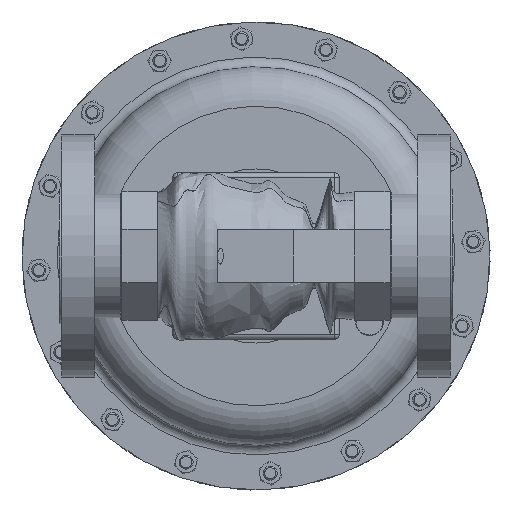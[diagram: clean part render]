
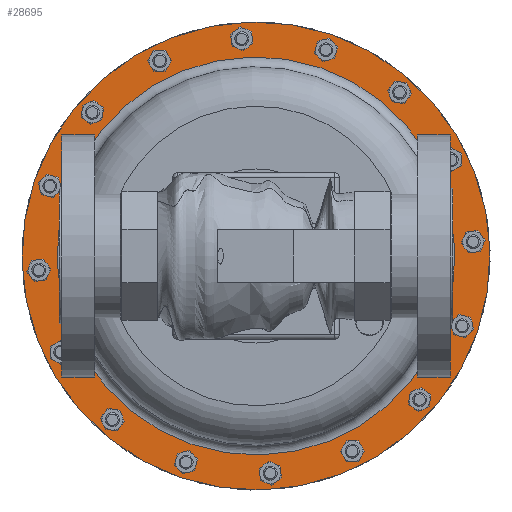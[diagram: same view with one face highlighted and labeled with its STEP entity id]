
A CAD part, front view. The second image highlights one B-rep face of the part: STEP entity #28695.
In plain terms, the highlighted planar face has unit normal (0, -1, 0).
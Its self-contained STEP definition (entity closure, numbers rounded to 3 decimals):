
#450 = DIRECTION ( 'NONE',  ( 0.947, 0., -0.321 ) ) ;
#1482 = CARTESIAN_POINT ( 'NONE',  ( -5.033, 10.603, 1.708 ) ) ;
#1649 = ORIENTED_EDGE ( 'NONE', *, *, #14572, .F. ) ;
#2526 = PLANE ( 'NONE',  #18167 ) ;
#5394 = CIRCLE ( 'NONE', #17340, 5.315 ) ;
#5618 = CARTESIAN_POINT ( 'NONE',  ( 0., 10.603, 0. ) ) ;
#6268 = DIRECTION ( 'NONE',  ( -0.947, 0., 0.321 ) ) ;
#6284 = AXIS2_PLACEMENT_3D ( 'NONE', #42948, #21730, #450 ) ;
#6817 = VERTEX_POINT ( 'NONE', #24225 ) ;
#7651 = ORIENTED_EDGE ( 'NONE', *, *, #14341, .F. ) ;
#9179 = DIRECTION ( 'NONE',  ( 0.947, 0., -0.321 ) ) ;
#10685 = AXIS2_PLACEMENT_3D ( 'NONE', #5618, #30398, #9179 ) ;
#11515 = DIRECTION ( 'NONE',  ( 0., 1., 0. ) ) ;
#12248 = CARTESIAN_POINT ( 'NONE',  ( 0., 10.603, 0. ) ) ;
#14341 = EDGE_CURVE ( 'NONE', #6817, #40180, #15365, .T. ) ;
#14572 = EDGE_CURVE ( 'NONE', #40180, #6817, #19221, .T. ) ;
#15365 = CIRCLE ( 'NONE', #28206, 6.25 ) ;
#15819 = ORIENTED_EDGE ( 'NONE', *, *, #19554, .T. ) ;
#15833 = DIRECTION ( 'NONE',  ( 0.947, 0., -0.321 ) ) ;
#16389 = EDGE_CURVE ( 'NONE', #17149, #45647, #38218, .T. ) ;
#17149 = VERTEX_POINT ( 'NONE', #45333 ) ;
#17340 = AXIS2_PLACEMENT_3D ( 'NONE', #32780, #11515, #36366 ) ;
#18167 = AXIS2_PLACEMENT_3D ( 'NONE', #23952, #27521, #6268 ) ;
#19221 = CIRCLE ( 'NONE', #10685, 6.25 ) ;
#19554 = EDGE_CURVE ( 'NONE', #45647, #17149, #5394, .T. ) ;
#21195 = EDGE_LOOP ( 'NONE', ( #41548, #15819 ) ) ;
#21730 = DIRECTION ( 'NONE',  ( 0., 1., 0. ) ) ;
#23089 = CARTESIAN_POINT ( 'NONE',  ( -5.918, 10.603, 2.009 ) ) ;
#23952 = CARTESIAN_POINT ( 'NONE',  ( -2.009, 10.603, -5.918 ) ) ;
#24225 = CARTESIAN_POINT ( 'NONE',  ( 5.918, 10.603, -2.009 ) ) ;
#26052 = EDGE_LOOP ( 'NONE', ( #7651, #1649 ) ) ;
#27521 = DIRECTION ( 'NONE',  ( 0., -1., 0. ) ) ;
#28206 = AXIS2_PLACEMENT_3D ( 'NONE', #12248, #37076, #15833 ) ;
#28605 = FACE_BOUND ( 'NONE', #21195, .T. ) ;
#28695 = ADVANCED_FACE ( 'NONE', ( #28605, #38048 ), #2526, .T. ) ;
#30398 = DIRECTION ( 'NONE',  ( 0., 1., 0. ) ) ;
#32780 = CARTESIAN_POINT ( 'NONE',  ( 0., 10.603, 0. ) ) ;
#36366 = DIRECTION ( 'NONE',  ( 0.947, 0., -0.321 ) ) ;
#37076 = DIRECTION ( 'NONE',  ( 0., 1., 0. ) ) ;
#38048 = FACE_OUTER_BOUND ( 'NONE', #26052, .T. ) ;
#38218 = CIRCLE ( 'NONE', #6284, 5.315 ) ;
#40180 = VERTEX_POINT ( 'NONE', #23089 ) ;
#41548 = ORIENTED_EDGE ( 'NONE', *, *, #16389, .T. ) ;
#42948 = CARTESIAN_POINT ( 'NONE',  ( 0., 10.603, 0. ) ) ;
#45333 = CARTESIAN_POINT ( 'NONE',  ( 5.033, 10.603, -1.708 ) ) ;
#45647 = VERTEX_POINT ( 'NONE', #1482 ) ;
